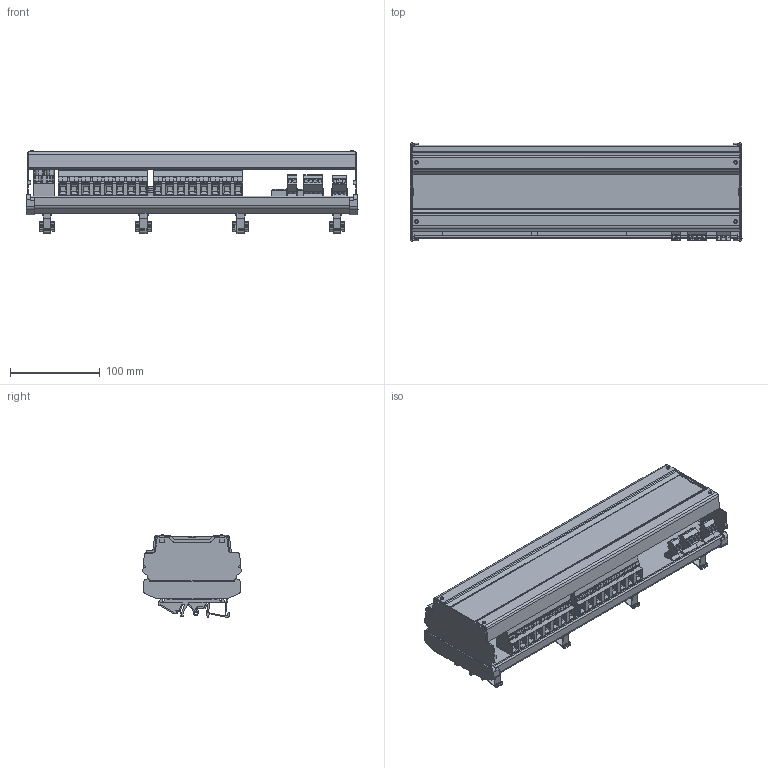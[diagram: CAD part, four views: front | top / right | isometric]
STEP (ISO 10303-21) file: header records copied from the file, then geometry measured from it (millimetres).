
FILE_DESCRIPTION(('CATIA V5R24 STEP','CAx-IF Rec.Pracs.--- Model Styling and Organization---1.2---2011-12-15'),'2;1');
FILE_NAME ('9370866_3_2008130000_S3D_TRANSCLINIC_16I+_XXX.stp','2018-02-09T07:13:56+00:00',('none'),('Weidmueller'),'CATIA Version 5-6 Release 2014 SP4','CATIA V5 STEP AP214','none');
FILE_SCHEMA(('AUTOMOTIVE_DESIGN { 1 0 10303 214 1 1 1 1 }'));
Products named in the file (1): 2008130000
Bounding box: 369 x 109.43 x 92.95 mm (x, y, z)
Volume: 912018.8 mm3; surface area: 403429.7 mm2
Topology: 82 solids, 82 shells, 4232 faces, 12120 edges, 8270 vertices
Faces by surface type: plane 3130, cylinder 880, extrusion 198, cone 12, sphere 12
Entity records: 142222 total; most frequent: CARTESIAN_POINT 32847, ORIENTED_EDGE 24240, DIRECTION 17248, EDGE_CURVE 12120, VECTOR 9669, LINE 9471, VERTEX_POINT 8270, AXIS2_PLACEMENT_3D 4659
